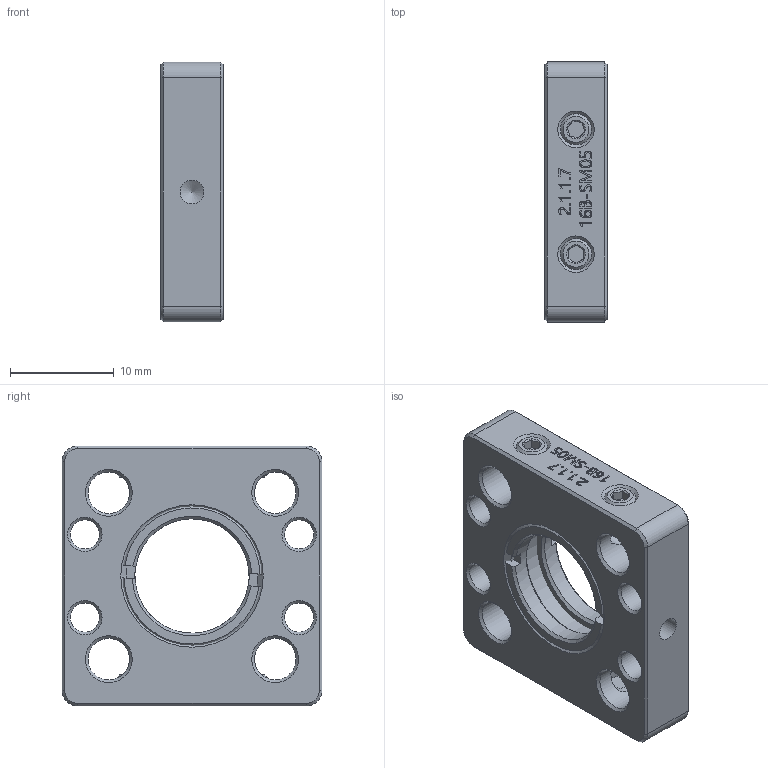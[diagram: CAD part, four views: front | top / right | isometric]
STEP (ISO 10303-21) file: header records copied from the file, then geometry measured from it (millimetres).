
FILE_DESCRIPTION (( 'STEP AP203' ), '1' );
FILE_NAME ('530177.STEP', '2025-05-07T05:45:46', ( 'Windows User' ), ( 'P R C' ), 'SwSTEP 2.0', 'SolidWorks 2020', '' );
FILE_SCHEMA (( 'CONFIG_CONTROL_DESIGN' ));
Length unit declared in the file: millimetre
Products named in the file (1): 530177
Bounding box: 6 x 25 x 25 mm (x, y, z)
Volume: 2629.6 mm3; surface area: 2900.8 mm2
Topology: 7 solids, 7 shells, 321 faces, 834 edges, 544 vertices
Faces by surface type: plane 153, bspline 81, cone 60, cylinder 27
Full cylindrical faces by diameter (mm): 2.261 x1, 2.5 x5, 2.8 x4, 3 x4, 4 x4, 11 x2, 12.69 x1, 13.59 x2
Entity records: 13388 total; most frequent: CARTESIAN_POINT 6480, ORIENTED_EDGE 1458, DIRECTION 1121, EDGE_CURVE 729, VERTEX_POINT 506, EDGE_LOOP 435, LINE 399, VECTOR 399
